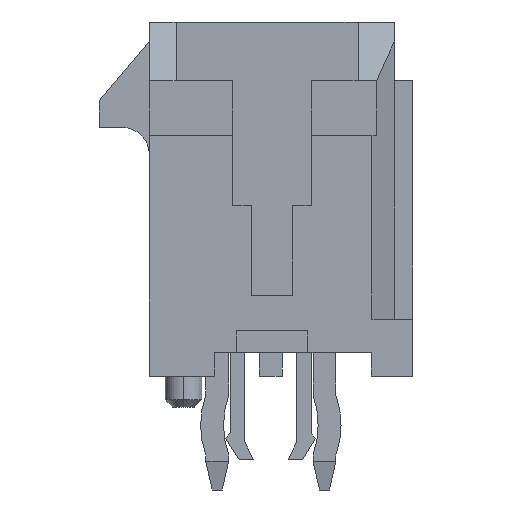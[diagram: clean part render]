
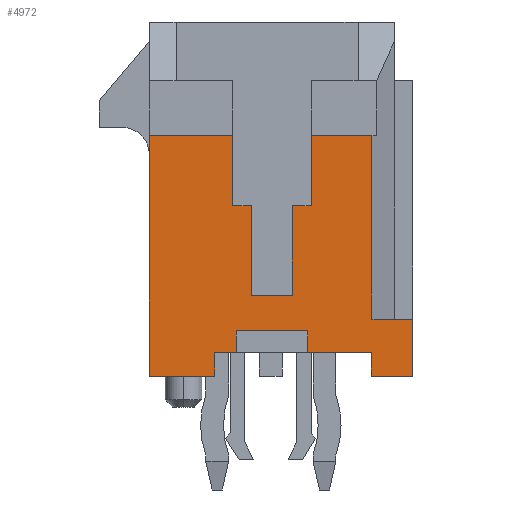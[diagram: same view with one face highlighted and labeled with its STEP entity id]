
A CAD part, left-side view. The second image highlights one B-rep face of the part: STEP entity #4972.
In plain terms, the highlighted planar face has unit normal (-1, 0, 0).
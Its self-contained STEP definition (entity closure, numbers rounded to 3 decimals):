
#1351=DIRECTION('',(0.,0.,-1.));
#1352=VECTOR('',#1351,1.97);
#1353=CARTESIAN_POINT('',(-3.575,-1.1,1.785));
#1354=LINE('',#1353,#1352);
#1355=DIRECTION('',(0.,1.,0.));
#1356=VECTOR('',#1355,1.698);
#1357=CARTESIAN_POINT('',(-3.575,-2.798,1.785));
#1358=LINE('',#1357,#1356);
#1359=DIRECTION('',(0.,0.,-1.));
#1360=VECTOR('',#1359,5.14);
#1361=CARTESIAN_POINT('',(-3.575,-2.798,1.785));
#1362=LINE('',#1361,#1360);
#1363=DIRECTION('',(0.,1.,0.));
#1364=VECTOR('',#1363,1.142);
#1365=CARTESIAN_POINT('',(-3.575,-3.94,-3.355));
#1366=LINE('',#1365,#1364);
#1367=DIRECTION('',(0.,0.,1.));
#1368=VECTOR('',#1367,1.6);
#1369=CARTESIAN_POINT('',(-3.575,-3.94,-4.955));
#1370=LINE('',#1369,#1368);
#1371=DIRECTION('',(0.,-1.,0.));
#1372=VECTOR('',#1371,1.16);
#1373=CARTESIAN_POINT('',(-3.575,-2.78,-4.955));
#1374=LINE('',#1373,#1372);
#1375=DIRECTION('',(0.,0.,-1.));
#1376=VECTOR('',#1375,0.67);
#1377=CARTESIAN_POINT('',(-3.575,-2.78,-4.285));
#1378=LINE('',#1377,#1376);
#1379=DIRECTION('',(0.,-1.,0.));
#1380=VECTOR('',#1379,1.78);
#1381=CARTESIAN_POINT('',(-3.575,-1.,-4.285));
#1382=LINE('',#1381,#1380);
#1383=DIRECTION('',(0.,0.,-1.));
#1384=VECTOR('',#1383,0.6);
#1385=CARTESIAN_POINT('',(-3.575,-1.,-3.685));
#1386=LINE('',#1385,#1384);
#1387=DIRECTION('',(0.,-1.,0.));
#1388=VECTOR('',#1387,2.);
#1389=CARTESIAN_POINT('',(-3.575,1.,-3.685));
#1390=LINE('',#1389,#1388);
#1391=DIRECTION('',(0.,0.,1.));
#1392=VECTOR('',#1391,0.6);
#1393=CARTESIAN_POINT('',(-3.575,1.,-4.285));
#1394=LINE('',#1393,#1392);
#1395=DIRECTION('',(0.,-1.,0.));
#1396=VECTOR('',#1395,0.6);
#1397=CARTESIAN_POINT('',(-3.575,1.6,-4.285));
#1398=LINE('',#1397,#1396);
#1399=DIRECTION('',(0.,0.,1.));
#1400=VECTOR('',#1399,0.67);
#1401=CARTESIAN_POINT('',(-3.575,1.6,-4.955));
#1402=LINE('',#1401,#1400);
#1403=DIRECTION('',(0.,-1.,0.));
#1404=VECTOR('',#1403,1.83);
#1405=CARTESIAN_POINT('',(-3.575,3.43,-4.955));
#1406=LINE('',#1405,#1404);
#1407=DIRECTION('',(0.,0.,-1.));
#1408=VECTOR('',#1407,6.74);
#1409=CARTESIAN_POINT('',(-3.575,3.43,1.785));
#1410=LINE('',#1409,#1408);
#1411=DIRECTION('',(0.,1.,0.));
#1412=VECTOR('',#1411,2.33);
#1413=CARTESIAN_POINT('',(-3.575,1.1,1.785));
#1414=LINE('',#1413,#1412);
#1415=DIRECTION('',(0.,0.,-1.));
#1416=VECTOR('',#1415,1.97);
#1417=CARTESIAN_POINT('',(-3.575,1.1,1.785));
#1418=LINE('',#1417,#1416);
#1419=DIRECTION('',(0.,1.,0.));
#1420=VECTOR('',#1419,0.525);
#1421=CARTESIAN_POINT('',(-3.575,0.575,-0.185));
#1422=LINE('',#1421,#1420);
#1423=DIRECTION('',(0.,0.,1.));
#1424=VECTOR('',#1423,2.5);
#1425=CARTESIAN_POINT('',(-3.575,0.575,-2.685));
#1426=LINE('',#1425,#1424);
#1427=DIRECTION('',(0.,1.,0.));
#1428=VECTOR('',#1427,1.15);
#1429=CARTESIAN_POINT('',(-3.575,-0.575,-2.685));
#1430=LINE('',#1429,#1428);
#1431=DIRECTION('',(0.,0.,-1.));
#1432=VECTOR('',#1431,2.5);
#1433=CARTESIAN_POINT('',(-3.575,-0.575,-0.185));
#1434=LINE('',#1433,#1432);
#1435=DIRECTION('',(0.,1.,0.));
#1436=VECTOR('',#1435,0.525);
#1437=CARTESIAN_POINT('',(-3.575,-1.1,-0.185));
#1438=LINE('',#1437,#1436);
#2473=CARTESIAN_POINT('',(-3.575,1.,-4.285));
#2474=VERTEX_POINT('',#2473);
#2475=CARTESIAN_POINT('',(-3.575,-1.,-4.285));
#2476=VERTEX_POINT('',#2475);
#2477=CARTESIAN_POINT('',(-3.575,1.,-3.685));
#2478=VERTEX_POINT('',#2477);
#2479=CARTESIAN_POINT('',(-3.575,-1.,-3.685));
#2480=VERTEX_POINT('',#2479);
#2529=CARTESIAN_POINT('',(-3.575,-1.1,-0.185));
#2530=VERTEX_POINT('',#2529);
#2531=CARTESIAN_POINT('',(-3.575,-0.575,-0.185));
#2532=VERTEX_POINT('',#2531);
#2533=CARTESIAN_POINT('',(-3.575,0.575,-0.185));
#2534=VERTEX_POINT('',#2533);
#2535=CARTESIAN_POINT('',(-3.575,1.1,-0.185));
#2536=VERTEX_POINT('',#2535);
#2645=CARTESIAN_POINT('',(-3.575,-0.575,-2.685));
#2646=VERTEX_POINT('',#2645);
#2647=CARTESIAN_POINT('',(-3.575,0.575,-2.685));
#2648=VERTEX_POINT('',#2647);
#2885=CARTESIAN_POINT('',(-3.575,-2.78,-4.285));
#2886=CARTESIAN_POINT('',(-3.575,-2.78,-4.955));
#2887=VERTEX_POINT('',#2885);
#2888=VERTEX_POINT('',#2886);
#2889=CARTESIAN_POINT('',(-3.575,-3.94,-4.955));
#2890=VERTEX_POINT('',#2889);
#2891=CARTESIAN_POINT('',(-3.575,3.43,1.785));
#2892=CARTESIAN_POINT('',(-3.575,3.43,-4.955));
#2893=VERTEX_POINT('',#2891);
#2894=VERTEX_POINT('',#2892);
#2895=CARTESIAN_POINT('',(-3.575,1.6,-4.955));
#2896=VERTEX_POINT('',#2895);
#2897=CARTESIAN_POINT('',(-3.575,1.6,-4.285));
#2898=VERTEX_POINT('',#2897);
#2929=CARTESIAN_POINT('',(-3.575,-1.1,1.785));
#2930=VERTEX_POINT('',#2929);
#2931=CARTESIAN_POINT('',(-3.575,1.1,1.785));
#2932=VERTEX_POINT('',#2931);
#2941=CARTESIAN_POINT('',(-3.575,-2.798,-3.355));
#2942=VERTEX_POINT('',#2941);
#2947=CARTESIAN_POINT('',(-3.575,-3.94,-3.355));
#2948=VERTEX_POINT('',#2947);
#2949=CARTESIAN_POINT('',(-3.575,-2.798,1.785));
#2950=VERTEX_POINT('',#2949);
#4933=CARTESIAN_POINT('',(-3.575,0.,0.));
#4934=DIRECTION('',(-1.,0.,0.));
#4935=DIRECTION('',(0.,1.,0.));
#4936=AXIS2_PLACEMENT_3D('',#4933,#4934,#4935);
#4937=PLANE('',#4936);
#4938=ORIENTED_EDGE('',*,*,#3115,.F.);
#4939=ORIENTED_EDGE('',*,*,#3135,.F.);
#4940=ORIENTED_EDGE('',*,*,#3164,.T.);
#4941=ORIENTED_EDGE('',*,*,#4828,.F.);
#4942=ORIENTED_EDGE('',*,*,#4870,.F.);
#4943=ORIENTED_EDGE('',*,*,#4884,.F.);
#4944=ORIENTED_EDGE('',*,*,#4915,.F.);
#4945=ORIENTED_EDGE('',*,*,#3642,.F.);
#4947=ORIENTED_EDGE('',*,*,#4946,.F.);
#4949=ORIENTED_EDGE('',*,*,#4948,.F.);
#4951=ORIENTED_EDGE('',*,*,#4950,.F.);
#4952=ORIENTED_EDGE('',*,*,#3634,.F.);
#4954=ORIENTED_EDGE('',*,*,#4953,.F.);
#4955=ORIENTED_EDGE('',*,*,#4404,.F.);
#4956=ORIENTED_EDGE('',*,*,#4502,.F.);
#4957=ORIENTED_EDGE('',*,*,#3147,.F.);
#4959=ORIENTED_EDGE('',*,*,#4958,.T.);
#4961=ORIENTED_EDGE('',*,*,#4960,.F.);
#4963=ORIENTED_EDGE('',*,*,#4962,.F.);
#4965=ORIENTED_EDGE('',*,*,#4964,.F.);
#4967=ORIENTED_EDGE('',*,*,#4966,.F.);
#4969=ORIENTED_EDGE('',*,*,#4968,.F.);
#4970=EDGE_LOOP('',(#4938,#4939,#4940,#4941,#4942,#4943,#4944,#4945,#4947,#4949,
#4951,#4952,#4954,#4955,#4956,#4957,#4959,#4961,#4963,#4965,#4967,#4969));
#4971=FACE_OUTER_BOUND('',#4970,.F.);
#4972=ADVANCED_FACE('',(#4971),#4937,.T.);
#3115=EDGE_CURVE('',#2930,#2530,#1354,.T.);
#3135=EDGE_CURVE('',#2950,#2930,#1358,.T.);
#3147=EDGE_CURVE('',#2932,#2893,#1414,.T.);
#3164=EDGE_CURVE('',#2950,#2942,#1362,.T.);
#3634=EDGE_CURVE('',#2898,#2474,#1398,.T.);
#3642=EDGE_CURVE('',#2476,#2887,#1382,.T.);
#4404=EDGE_CURVE('',#2894,#2896,#1406,.T.);
#4502=EDGE_CURVE('',#2893,#2894,#1410,.T.);
#4828=EDGE_CURVE('',#2948,#2942,#1366,.T.);
#4870=EDGE_CURVE('',#2890,#2948,#1370,.T.);
#4884=EDGE_CURVE('',#2888,#2890,#1374,.T.);
#4915=EDGE_CURVE('',#2887,#2888,#1378,.T.);
#4946=EDGE_CURVE('',#2480,#2476,#1386,.T.);
#4948=EDGE_CURVE('',#2478,#2480,#1390,.T.);
#4950=EDGE_CURVE('',#2474,#2478,#1394,.T.);
#4953=EDGE_CURVE('',#2896,#2898,#1402,.T.);
#4958=EDGE_CURVE('',#2932,#2536,#1418,.T.);
#4960=EDGE_CURVE('',#2534,#2536,#1422,.T.);
#4962=EDGE_CURVE('',#2648,#2534,#1426,.T.);
#4964=EDGE_CURVE('',#2646,#2648,#1430,.T.);
#4966=EDGE_CURVE('',#2532,#2646,#1434,.T.);
#4968=EDGE_CURVE('',#2530,#2532,#1438,.T.);
